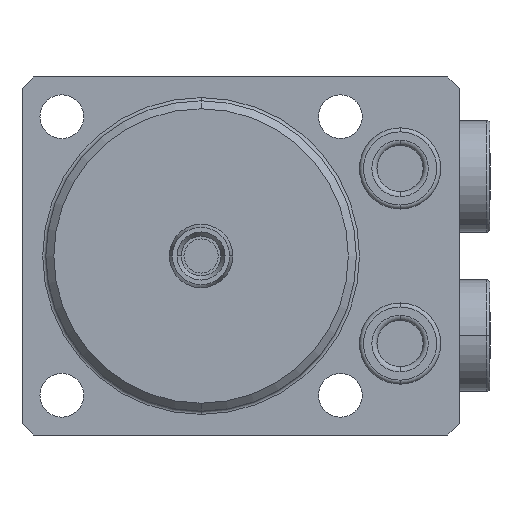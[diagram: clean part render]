
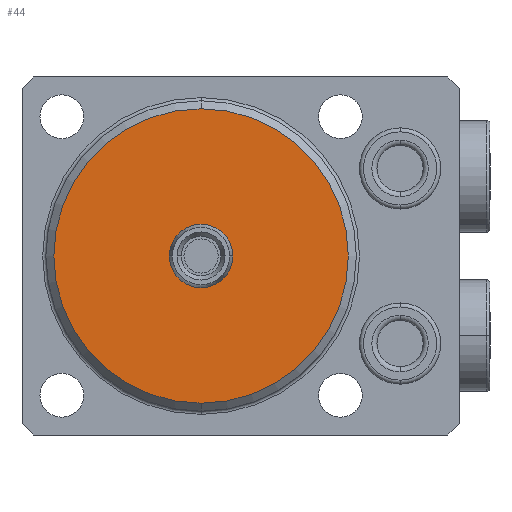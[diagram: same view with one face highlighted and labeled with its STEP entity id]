
A CAD part, front view. The second image highlights one B-rep face of the part: STEP entity #44.
In plain terms, the highlighted planar face has unit normal (0, -1, 0).
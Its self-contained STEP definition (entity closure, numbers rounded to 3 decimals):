
#44 = ADVANCED_FACE ( 'NONE', ( #7113, #7118 ), #8384, .F. ) ;
#465 = EDGE_CURVE ( 'NONE', #1097, #1049, #6503, .T. ) ;
#627 = CIRCLE ( 'NONE', #2099, 4. ) ;
#1049 = VERTEX_POINT ( 'NONE', #1167 ) ;
#1097 = VERTEX_POINT ( 'NONE', #1222 ) ;
#1167 = CARTESIAN_POINT ( 'NONE',  ( 0., -33.5, 18.5 ) ) ;
#1222 = CARTESIAN_POINT ( 'NONE',  ( 0., -33.5, -18.5 ) ) ;
#1308 = EDGE_CURVE ( 'NONE', #6670, #6682, #627, .T. ) ;
#1617 = EDGE_CURVE ( 'NONE', #1049, #1097, #3333, .T. ) ;
#1618 = EDGE_CURVE ( 'NONE', #6682, #6670, #3335, .T. ) ;
#1835 = AXIS2_PLACEMENT_3D ( 'NONE', #8387, #8382, #8381 ) ;
#2042 = AXIS2_PLACEMENT_3D ( 'NONE', #4563, #4562, #4561 ) ;
#2099 = AXIS2_PLACEMENT_3D ( 'NONE', #2289, #2290, #2291 ) ;
#2289 = CARTESIAN_POINT ( 'NONE',  ( 0., -33.5, 0. ) ) ;
#2290 = DIRECTION ( 'NONE',  ( 0., 1., 0. ) ) ;
#2291 = DIRECTION ( 'NONE',  ( 0., 0., 1. ) ) ;
#3333 = CIRCLE ( 'NONE', #4129, 18.5 ) ;
#3335 = CIRCLE ( 'NONE', #4130, 4. ) ;
#4129 = AXIS2_PLACEMENT_3D ( 'NONE', #7357, #7358, #7359 ) ;
#4130 = AXIS2_PLACEMENT_3D ( 'NONE', #7360, #7361, #7362 ) ;
#4561 = DIRECTION ( 'NONE',  ( 0., 0., 1. ) ) ;
#4562 = DIRECTION ( 'NONE',  ( 0., -1., 0. ) ) ;
#4563 = CARTESIAN_POINT ( 'NONE',  ( 0., -33.5, 0. ) ) ;
#4662 = EDGE_LOOP ( 'NONE', ( #5225, #5224 ) ) ;
#4689 = EDGE_LOOP ( 'NONE', ( #5223, #5222 ) ) ;
#5222 = ORIENTED_EDGE ( 'NONE', *, *, #465, .T. ) ;
#5223 = ORIENTED_EDGE ( 'NONE', *, *, #1617, .T. ) ;
#5224 = ORIENTED_EDGE ( 'NONE', *, *, #1308, .T. ) ;
#5225 = ORIENTED_EDGE ( 'NONE', *, *, #1618, .T. ) ;
#6503 = CIRCLE ( 'NONE', #2042, 18.5 ) ;
#6670 = VERTEX_POINT ( 'NONE', #8838 ) ;
#6682 = VERTEX_POINT ( 'NONE', #8850 ) ;
#7113 = FACE_BOUND ( 'NONE', #4662, .T. ) ;
#7118 = FACE_OUTER_BOUND ( 'NONE', #4689, .T. ) ;
#7357 = CARTESIAN_POINT ( 'NONE',  ( 0., -33.5, 0. ) ) ;
#7358 = DIRECTION ( 'NONE',  ( 0., -1., 0. ) ) ;
#7359 = DIRECTION ( 'NONE',  ( 0., 0., 1. ) ) ;
#7360 = CARTESIAN_POINT ( 'NONE',  ( 0., -33.5, 0. ) ) ;
#7361 = DIRECTION ( 'NONE',  ( 0., 1., 0. ) ) ;
#7362 = DIRECTION ( 'NONE',  ( 0., 0., 1. ) ) ;
#8381 = DIRECTION ( 'NONE',  ( 0., 0., 1. ) ) ;
#8382 = DIRECTION ( 'NONE',  ( 0., 1., 0. ) ) ;
#8384 = PLANE ( 'NONE',  #1835 ) ;
#8387 = CARTESIAN_POINT ( 'NONE',  ( 0., -33.5, 0. ) ) ;
#8838 = CARTESIAN_POINT ( 'NONE',  ( 0., -33.5, -4. ) ) ;
#8850 = CARTESIAN_POINT ( 'NONE',  ( 0., -33.5, 4. ) ) ;
